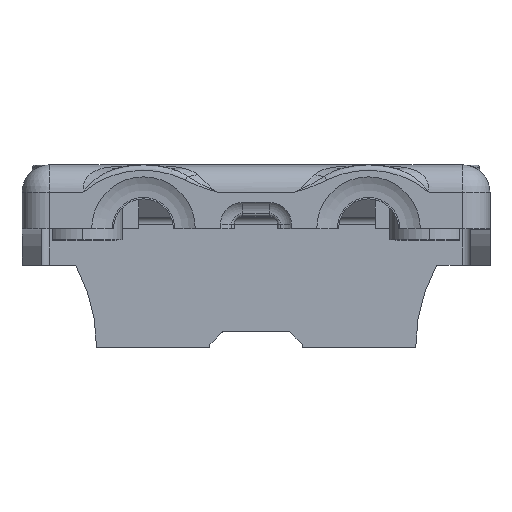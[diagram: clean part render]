
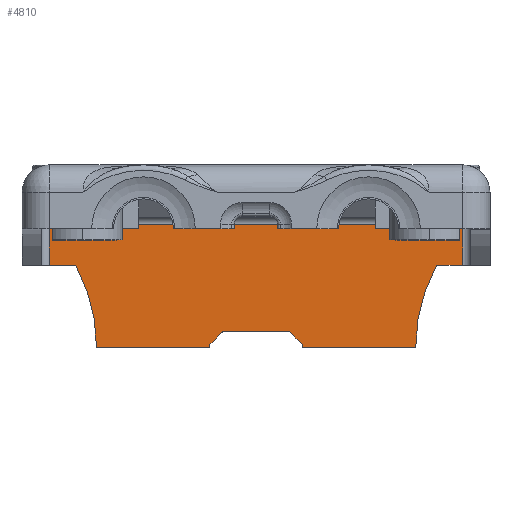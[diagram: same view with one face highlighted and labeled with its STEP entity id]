
A CAD part, top view. The second image highlights one B-rep face of the part: STEP entity #4810.
In plain terms, the highlighted planar face has unit normal (0, 0, 1).
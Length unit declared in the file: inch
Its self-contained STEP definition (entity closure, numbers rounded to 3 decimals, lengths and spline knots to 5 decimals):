
#41 = LINE ( 'NONE', #3381, #4550 ) ;
#176 = CARTESIAN_POINT ( 'NONE',  ( -0.58005, -0.26041, -0.056 ) ) ;
#223 = ORIENTED_EDGE ( 'NONE', *, *, #6494, .F. ) ;
#319 = VERTEX_POINT ( 'NONE', #3910 ) ;
#333 = ORIENTED_EDGE ( 'NONE', *, *, #1326, .T. ) ;
#486 = VERTEX_POINT ( 'NONE', #2057 ) ;
#550 = VECTOR ( 'NONE', #4287, 39.37008 ) ;
#562 = DIRECTION ( 'NONE',  ( 1., 0., 0. ) ) ;
#574 = LINE ( 'NONE', #5431, #6504 ) ;
#592 = CIRCLE ( 'NONE', #1886, 0.625 ) ;
#636 = CARTESIAN_POINT ( 'NONE',  ( -0.16957, -0.26041, -0.056 ) ) ;
#742 = EDGE_CURVE ( 'NONE', #7769, #3568, #1048, .T. ) ;
#758 = CARTESIAN_POINT ( 'NONE',  ( 0.85125, 0.18474, -0.056 ) ) ;
#964 = DIRECTION ( 'NONE',  ( 0., 0., -1. ) ) ;
#1019 = DIRECTION ( 'NONE',  ( 0., 1., 0. ) ) ;
#1048 = LINE ( 'NONE', #1725, #8925 ) ;
#1231 = VECTOR ( 'NONE', #8753, 39.37008 ) ;
#1247 = ORIENTED_EDGE ( 'NONE', *, *, #7253, .F. ) ;
#1326 = EDGE_CURVE ( 'NONE', #2061, #1941, #2602, .T. ) ;
#1540 = EDGE_CURVE ( 'NONE', #7418, #4267, #8807, .T. ) ;
#1565 = ORIENTED_EDGE ( 'NONE', *, *, #8056, .F. ) ;
#1725 = CARTESIAN_POINT ( 'NONE',  ( 0.75125, 0.39764, -0.056 ) ) ;
#1755 = EDGE_CURVE ( 'NONE', #2637, #7418, #5661, .T. ) ;
#1833 = ORIENTED_EDGE ( 'NONE', *, *, #6230, .F. ) ;
#1886 = AXIS2_PLACEMENT_3D ( 'NONE', #7901, #964, #4489 ) ;
#1941 = VERTEX_POINT ( 'NONE', #176 ) ;
#2057 = CARTESIAN_POINT ( 'NONE',  ( 0.65668, 0.03788, -0.056 ) ) ;
#2061 = VERTEX_POINT ( 'NONE', #3322 ) ;
#2066 = DIRECTION ( 'NONE',  ( 0., 0., -1. ) ) ;
#2069 = ORIENTED_EDGE ( 'NONE', *, *, #2698, .F. ) ;
#2086 = DIRECTION ( 'NONE',  ( 0., 0., -1. ) ) ;
#2170 = CARTESIAN_POINT ( 'NONE',  ( -1.20505, -0.26041, -0.056 ) ) ;
#2180 = ORIENTED_EDGE ( 'NONE', *, *, #1540, .F. ) ;
#2201 = CARTESIAN_POINT ( 'NONE',  ( 0.11215, -0.22213, -0.056 ) ) ;
#2210 = EDGE_LOOP ( 'NONE', ( #2584, #7148, #223, #3937, #7740, #333, #8537, #2180, #5820, #1833, #1565, #8687, #2069, #1247, #8371, #3732 ) ) ;
#2400 = EDGE_CURVE ( 'NONE', #1941, #4267, #4348, .T. ) ;
#2486 = EDGE_CURVE ( 'NONE', #8066, #319, #8243, .T. ) ;
#2584 = ORIENTED_EDGE ( 'NONE', *, *, #3522, .F. ) ;
#2602 = CIRCLE ( 'NONE', #5789, 0.625 ) ;
#2637 = VERTEX_POINT ( 'NONE', #8699 ) ;
#2694 = VECTOR ( 'NONE', #5386, 39.37008 ) ;
#2698 = EDGE_CURVE ( 'NONE', #4186, #7182, #6616, .T. ) ;
#2862 = CIRCLE ( 'NONE', #7204, 0.02 ) ;
#2904 = DIRECTION ( 'NONE',  ( -0.707, -0.707, 0. ) ) ;
#2909 = LINE ( 'NONE', #6399, #5315 ) ;
#2994 = CARTESIAN_POINT ( 'NONE',  ( -0.12543, -0.20798, -0.056 ) ) ;
#3070 = CARTESIAN_POINT ( 'NONE',  ( 0.16457, -0.24627, -0.056 ) ) ;
#3166 = CARTESIAN_POINT ( 'NONE',  ( -0.11128, -0.20213, -0.056 ) ) ;
#3174 = DIRECTION ( 'NONE',  ( 0., 0., 1. ) ) ;
#3322 = CARTESIAN_POINT ( 'NONE',  ( -0.65582, 0.03788, -0.056 ) ) ;
#3359 = CARTESIAN_POINT ( 'NONE',  ( -0.16371, -0.24627, -0.056 ) ) ;
#3381 = CARTESIAN_POINT ( 'NONE',  ( 0.11215, -0.20213, -0.056 ) ) ;
#3497 = DIRECTION ( 'NONE',  ( 0., 0., 1. ) ) ;
#3522 = EDGE_CURVE ( 'NONE', #3568, #486, #2909, .T. ) ;
#3568 = VERTEX_POINT ( 'NONE', #6630 ) ;
#3616 = DIRECTION ( 'NONE',  ( 0., 1., 0. ) ) ;
#3732 = ORIENTED_EDGE ( 'NONE', *, *, #7142, .T. ) ;
#3767 = AXIS2_PLACEMENT_3D ( 'NONE', #9030, #2066, #4161 ) ;
#3910 = CARTESIAN_POINT ( 'NONE',  ( -0.75125, 0.18474, -0.056 ) ) ;
#3937 = ORIENTED_EDGE ( 'NONE', *, *, #2486, .F. ) ;
#3974 = CARTESIAN_POINT ( 'NONE',  ( 0.11215, -0.20213, -0.056 ) ) ;
#4077 = EDGE_CURVE ( 'NONE', #5318, #5518, #574, .T. ) ;
#4078 = CARTESIAN_POINT ( 'NONE',  ( -0.75125, 0.03788, -0.056 ) ) ;
#4161 = DIRECTION ( 'NONE',  ( 0., 1., 0. ) ) ;
#4186 = VERTEX_POINT ( 'NONE', #3070 ) ;
#4267 = VERTEX_POINT ( 'NONE', #636 ) ;
#4287 = DIRECTION ( 'NONE',  ( 1., 0., 0. ) ) ;
#4348 = LINE ( 'NONE', #5723, #7911 ) ;
#4489 = DIRECTION ( 'NONE',  ( 0., 1., 0. ) ) ;
#4550 = VECTOR ( 'NONE', #6825, 39.37008 ) ;
#4632 = DIRECTION ( 'NONE',  ( 0., -1., 0. ) ) ;
#4810 = ADVANCED_FACE ( 'NONE', ( #8099 ), #6878, .F. ) ;
#4886 = CIRCLE ( 'NONE', #5293, 0.02 ) ;
#5239 = CARTESIAN_POINT ( 'NONE',  ( 0.15043, -0.26041, -0.056 ) ) ;
#5293 = AXIS2_PLACEMENT_3D ( 'NONE', #5239, #6651, #1019 ) ;
#5315 = VECTOR ( 'NONE', #5762, 39.37008 ) ;
#5318 = VERTEX_POINT ( 'NONE', #5912 ) ;
#5386 = DIRECTION ( 'NONE',  ( -0.707, 0.707, 0. ) ) ;
#5425 = VERTEX_POINT ( 'NONE', #3974 ) ;
#5427 = VECTOR ( 'NONE', #2904, 39.37008 ) ;
#5431 = CARTESIAN_POINT ( 'NONE',  ( 0.17043, -0.26041, -0.056 ) ) ;
#5518 = VERTEX_POINT ( 'NONE', #8159 ) ;
#5661 = LINE ( 'NONE', #2994, #5427 ) ;
#5687 = VERTEX_POINT ( 'NONE', #3166 ) ;
#5723 = CARTESIAN_POINT ( 'NONE',  ( -0.21957, -0.26041, -0.056 ) ) ;
#5762 = DIRECTION ( 'NONE',  ( -1., 0., 0. ) ) ;
#5789 = AXIS2_PLACEMENT_3D ( 'NONE', #2170, #2086, #6960 ) ;
#5820 = ORIENTED_EDGE ( 'NONE', *, *, #1755, .F. ) ;
#5912 = CARTESIAN_POINT ( 'NONE',  ( 0.17043, -0.26041, -0.056 ) ) ;
#6186 = VECTOR ( 'NONE', #7171, 39.37008 ) ;
#6230 = EDGE_CURVE ( 'NONE', #5687, #2637, #2862, .T. ) ;
#6360 = CARTESIAN_POINT ( 'NONE',  ( 0.75125, 0.18474, -0.056 ) ) ;
#6394 = CIRCLE ( 'NONE', #6632, 0.02 ) ;
#6399 = CARTESIAN_POINT ( 'NONE',  ( 0.85125, 0.03788, -0.056 ) ) ;
#6494 = EDGE_CURVE ( 'NONE', #319, #7769, #7976, .T. ) ;
#6504 = VECTOR ( 'NONE', #562, 39.37008 ) ;
#6616 = LINE ( 'NONE', #8112, #2694 ) ;
#6630 = CARTESIAN_POINT ( 'NONE',  ( 0.75125, 0.03788, -0.056 ) ) ;
#6632 = AXIS2_PLACEMENT_3D ( 'NONE', #2201, #7168, #3616 ) ;
#6651 = DIRECTION ( 'NONE',  ( 0., 0., 1. ) ) ;
#6825 = DIRECTION ( 'NONE',  ( -1., 0., 0. ) ) ;
#6844 = EDGE_CURVE ( 'NONE', #2061, #8066, #7697, .T. ) ;
#6878 = PLANE ( 'NONE',  #3767 ) ;
#6960 = DIRECTION ( 'NONE',  ( 0., 1., 0. ) ) ;
#7142 = EDGE_CURVE ( 'NONE', #5518, #486, #592, .T. ) ;
#7148 = ORIENTED_EDGE ( 'NONE', *, *, #742, .F. ) ;
#7168 = DIRECTION ( 'NONE',  ( 0., 0., 1. ) ) ;
#7171 = DIRECTION ( 'NONE',  ( 0., 1., 0. ) ) ;
#7182 = VERTEX_POINT ( 'NONE', #8012 ) ;
#7204 = AXIS2_PLACEMENT_3D ( 'NONE', #8375, #3497, #7606 ) ;
#7253 = EDGE_CURVE ( 'NONE', #5318, #4186, #4886, .T. ) ;
#7418 = VERTEX_POINT ( 'NONE', #3359 ) ;
#7606 = DIRECTION ( 'NONE',  ( 0., 1., 0. ) ) ;
#7697 = LINE ( 'NONE', #8024, #1231 ) ;
#7740 = ORIENTED_EDGE ( 'NONE', *, *, #6844, .F. ) ;
#7769 = VERTEX_POINT ( 'NONE', #6360 ) ;
#7812 = DIRECTION ( 'NONE',  ( 1., 0., 0. ) ) ;
#7901 = CARTESIAN_POINT ( 'NONE',  ( 1.20591, -0.26041, -0.056 ) ) ;
#7911 = VECTOR ( 'NONE', #7812, 39.37008 ) ;
#7960 = EDGE_CURVE ( 'NONE', #7182, #5425, #6394, .T. ) ;
#7976 = LINE ( 'NONE', #758, #550 ) ;
#8012 = CARTESIAN_POINT ( 'NONE',  ( 0.12629, -0.20798, -0.056 ) ) ;
#8024 = CARTESIAN_POINT ( 'NONE',  ( 0.85125, 0.03788, -0.056 ) ) ;
#8032 = AXIS2_PLACEMENT_3D ( 'NONE', #8244, #3174, #8859 ) ;
#8056 = EDGE_CURVE ( 'NONE', #5425, #5687, #41, .T. ) ;
#8066 = VERTEX_POINT ( 'NONE', #4078 ) ;
#8099 = FACE_OUTER_BOUND ( 'NONE', #2210, .T. ) ;
#8112 = CARTESIAN_POINT ( 'NONE',  ( 0.16457, -0.24627, -0.056 ) ) ;
#8159 = CARTESIAN_POINT ( 'NONE',  ( 0.58091, -0.26041, -0.056 ) ) ;
#8243 = LINE ( 'NONE', #8815, #6186 ) ;
#8244 = CARTESIAN_POINT ( 'NONE',  ( -0.14957, -0.26041, -0.056 ) ) ;
#8371 = ORIENTED_EDGE ( 'NONE', *, *, #4077, .T. ) ;
#8375 = CARTESIAN_POINT ( 'NONE',  ( -0.11128, -0.22213, -0.056 ) ) ;
#8537 = ORIENTED_EDGE ( 'NONE', *, *, #2400, .T. ) ;
#8687 = ORIENTED_EDGE ( 'NONE', *, *, #7960, .F. ) ;
#8699 = CARTESIAN_POINT ( 'NONE',  ( -0.12543, -0.20798, -0.056 ) ) ;
#8753 = DIRECTION ( 'NONE',  ( -1., 0., 0. ) ) ;
#8807 = CIRCLE ( 'NONE', #8032, 0.02 ) ;
#8815 = CARTESIAN_POINT ( 'NONE',  ( -0.75125, 0.39764, -0.056 ) ) ;
#8859 = DIRECTION ( 'NONE',  ( 0., 1., 0. ) ) ;
#8925 = VECTOR ( 'NONE', #4632, 39.37008 ) ;
#9030 = CARTESIAN_POINT ( 'NONE',  ( 0.85125, 0.39764, -0.056 ) ) ;
